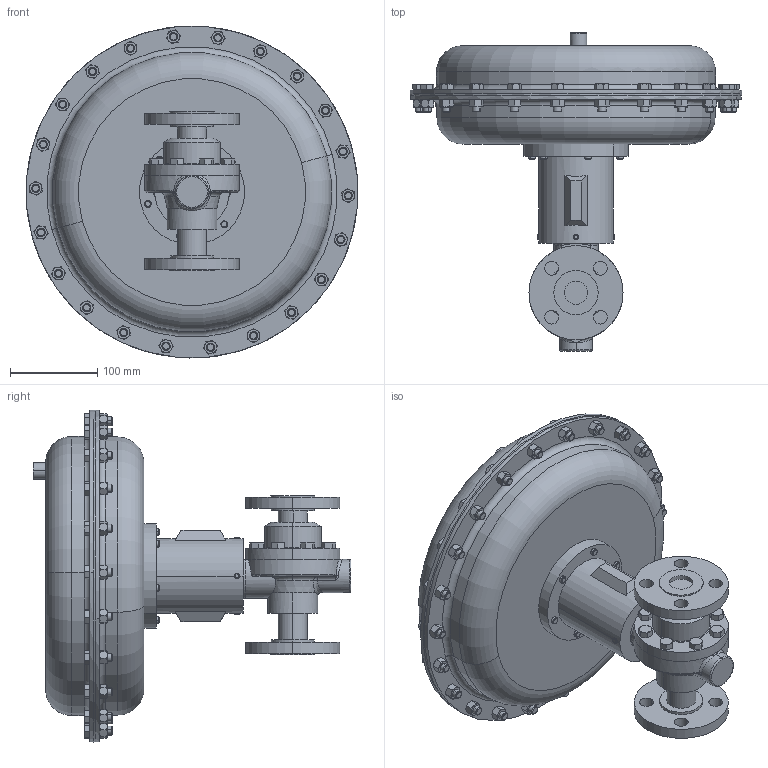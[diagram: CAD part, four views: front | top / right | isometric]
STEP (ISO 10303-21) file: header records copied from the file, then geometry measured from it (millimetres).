
FILE_DESCRIPTION (( 'STEP AP203' ), '1' );
FILE_NAME ('70-100-CS+S6-F5-85M.STEP', '2017-08-24T14:53:07', ( '' ), ( '' ), 'SwSTEP 2.0', 'SolidWorks 2014', '' );
FILE_SCHEMA (( 'CONFIG_CONTROL_DESIGN' ));
Length unit declared in the file: inch
Products named in the file (1): 70-100-CS+S6-F5-85M
Bounding box: 380.89 x 364.78 x 380.96 mm (x, y, z)
Volume: 10770982.1 mm3; surface area: 461122.5 mm2
Topology: 1 solids, 1 shells, 1107 faces, 2472 edges, 1465 vertices
Faces by surface type: cone 515, plane 431, cylinder 134, torus 19, bspline 6, sphere 2
Entity records: 34609 total; most frequent: CARTESIAN_POINT 11346, ORIENTED_EDGE 4940, DIRECTION 4550, EDGE_CURVE 2470, AXIS2_PLACEMENT_3D 1915, VERTEX_POINT 1465, EDGE_LOOP 1223, ADVANCED_FACE 1107
